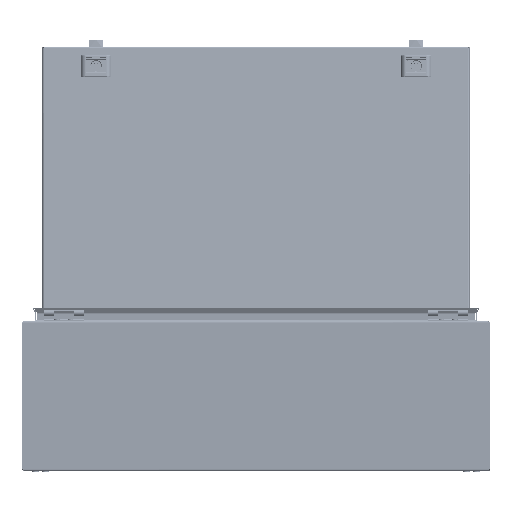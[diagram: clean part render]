
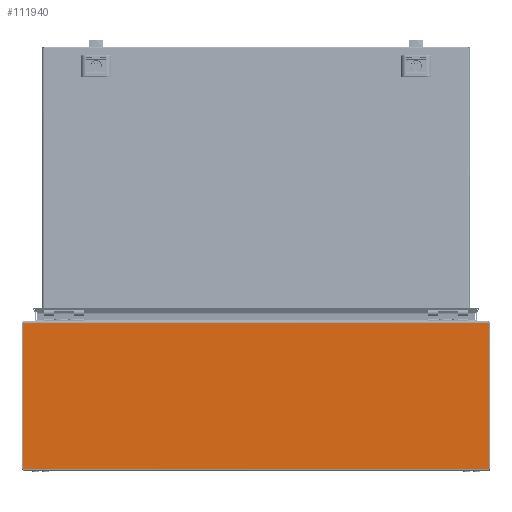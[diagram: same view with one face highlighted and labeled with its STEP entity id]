
A CAD part, front view. The second image highlights one B-rep face of the part: STEP entity #111940.
In plain terms, the highlighted planar face has unit normal (0, -1, 0).
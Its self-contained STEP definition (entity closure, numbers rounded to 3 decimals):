
#5019 = CARTESIAN_POINT ( 'NONE',  ( -348.4, -250., 220.5 ) ) ;
#5021 = CARTESIAN_POINT ( 'NONE',  ( -348.4, -250., 1.5 ) ) ;
#5029 = CARTESIAN_POINT ( 'NONE',  ( 348.4, -250., 220.5 ) ) ;
#5032 = CARTESIAN_POINT ( 'NONE',  ( 348.4, -250., 1.5 ) ) ;
#13806 = VECTOR ( 'NONE', #133157, 1000. ) ;
#13808 = VECTOR ( 'NONE', #133166, 1000. ) ;
#13812 = VECTOR ( 'NONE', #133164, 1000. ) ;
#13816 = VECTOR ( 'NONE', #133169, 1000. ) ;
#17519 = DIRECTION ( 'NONE',  ( 0., 1., 0. ) ) ;
#17531 = CARTESIAN_POINT ( 'NONE',  ( -348.5, -250., 222. ) ) ;
#17537 = FACE_OUTER_BOUND ( 'NONE', #118310, .T. ) ;
#17540 = PLANE ( 'NONE',  #109086 ) ;
#17544 = DIRECTION ( 'NONE',  ( 0., 0., 1. ) ) ;
#97250 = VERTEX_POINT ( 'NONE', #5019 ) ;
#97252 = VERTEX_POINT ( 'NONE', #5021 ) ;
#97258 = VERTEX_POINT ( 'NONE', #5029 ) ;
#97262 = VERTEX_POINT ( 'NONE', #5032 ) ;
#107745 = EDGE_CURVE ( 'NONE', #97262, #97252, #133155, .T. ) ;
#107751 = EDGE_CURVE ( 'NONE', #97258, #97250, #133161, .T. ) ;
#107755 = EDGE_CURVE ( 'NONE', #97252, #97250, #133145, .T. ) ;
#107758 = EDGE_CURVE ( 'NONE', #97262, #97258, #133167, .T. ) ;
#109086 = AXIS2_PLACEMENT_3D ( 'NONE', #17531, #17519, #17544 ) ;
#111940 = ADVANCED_FACE ( 'NONE', ( #17537 ), #17540, .F. ) ;
#118310 = EDGE_LOOP ( 'NONE', ( #142966, #142967, #142968, #142969 ) ) ;
#133145 = LINE ( 'NONE', #133165, #13808 ) ;
#133155 = LINE ( 'NONE', #133156, #13806 ) ;
#133156 = CARTESIAN_POINT ( 'NONE',  ( -348.5, -250., 1.5 ) ) ;
#133157 = DIRECTION ( 'NONE',  ( -1., 0., 0. ) ) ;
#133161 = LINE ( 'NONE', #133163, #13812 ) ;
#133163 = CARTESIAN_POINT ( 'NONE',  ( 347.793, -250., 220.5 ) ) ;
#133164 = DIRECTION ( 'NONE',  ( -1., 0., 0. ) ) ;
#133165 = CARTESIAN_POINT ( 'NONE',  ( -348.4, -250., 1.5 ) ) ;
#133166 = DIRECTION ( 'NONE',  ( 0., 0., 1. ) ) ;
#133167 = LINE ( 'NONE', #133168, #13816 ) ;
#133168 = CARTESIAN_POINT ( 'NONE',  ( 348.4, -250., 1.5 ) ) ;
#133169 = DIRECTION ( 'NONE',  ( 0., 0., 1. ) ) ;
#142966 = ORIENTED_EDGE ( 'NONE', *, *, #107751, .T. ) ;
#142967 = ORIENTED_EDGE ( 'NONE', *, *, #107755, .F. ) ;
#142968 = ORIENTED_EDGE ( 'NONE', *, *, #107745, .F. ) ;
#142969 = ORIENTED_EDGE ( 'NONE', *, *, #107758, .T. ) ;
